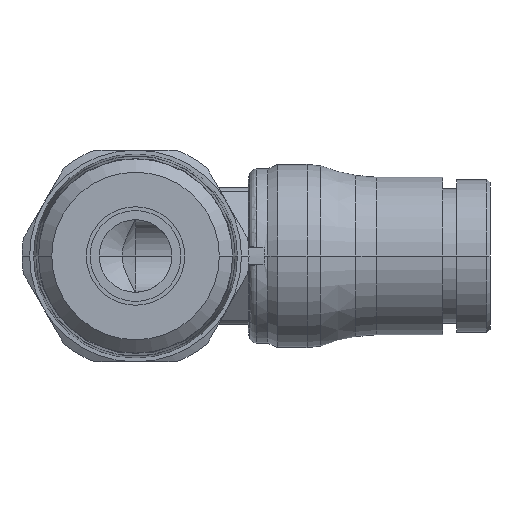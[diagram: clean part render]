
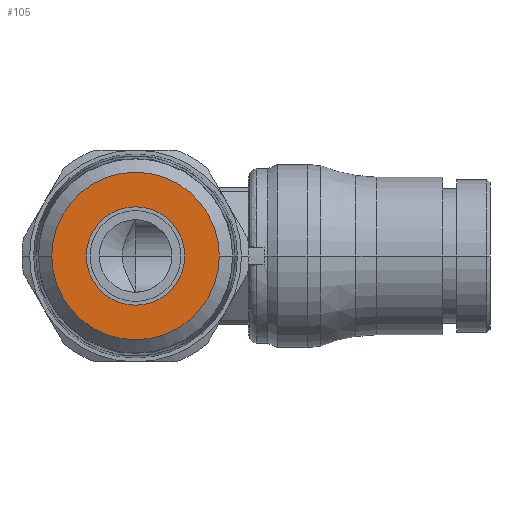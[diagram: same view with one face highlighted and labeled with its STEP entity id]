
A CAD part, front view. The second image highlights one B-rep face of the part: STEP entity #105.
In plain terms, the highlighted planar face has unit normal (0, -1, 0).
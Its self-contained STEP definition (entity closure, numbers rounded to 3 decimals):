
#105=ADVANCED_FACE('',(#323,#324),#325,.T.);
#323=FACE_BOUND('',#641,.T.);
#324=FACE_OUTER_BOUND('',#642,.T.);
#325=PLANE('',#643);
#641=EDGE_LOOP('',(#1268,#1269));
#642=EDGE_LOOP('',(#1270,#1271));
#643=AXIS2_PLACEMENT_3D('',#1272,#1273,#1274);
#1268=ORIENTED_EDGE('',*,*,#2188,.T.);
#1269=ORIENTED_EDGE('',*,*,#2192,.T.);
#1270=ORIENTED_EDGE('',*,*,#2158,.F.);
#1271=ORIENTED_EDGE('',*,*,#2208,.F.);
#1272=CARTESIAN_POINT('',(-20.654,-35.225,0.0));
#1273=DIRECTION('',(-0.0,-1.0,-0.0));
#1274=DIRECTION('',(-1.0,0.0,0.0));
#2158=EDGE_CURVE('',#2629,#2632,#2633,.T.);
#2188=EDGE_CURVE('',#2688,#2685,#2689,.T.);
#2192=EDGE_CURVE('',#2685,#2688,#2694,.T.);
#2208=EDGE_CURVE('',#2632,#2629,#2711,.T.);
#2629=VERTEX_POINT('',#3393);
#2632=VERTEX_POINT('',#3397);
#2633=CIRCLE('',#3398,5.535);
#2685=VERTEX_POINT('',#3481);
#2688=VERTEX_POINT('',#3485);
#2689=CIRCLE('',#3486,3.25);
#2694=CIRCLE('',#3492,3.25);
#2711=CIRCLE('',#3526,5.535);
#3393=CARTESIAN_POINT('',(-17.886,-35.225,0.0));
#3397=CARTESIAN_POINT('',(-28.956,-35.225,0.));
#3398=AXIS2_PLACEMENT_3D('',#4547,#4548,#4549);
#3481=CARTESIAN_POINT('',(-20.171,-35.225,0.));
#3485=CARTESIAN_POINT('',(-26.671,-35.225,0.));
#3486=AXIS2_PLACEMENT_3D('',#4604,#4605,#4606);
#3492=AXIS2_PLACEMENT_3D('',#4614,#4615,#4616);
#3526=AXIS2_PLACEMENT_3D('',#4659,#4660,#4661);
#4547=CARTESIAN_POINT('',(-23.421,-35.225,0.0));
#4548=DIRECTION('',(-0.0,1.0,0.0));
#4549=DIRECTION('',(1.0,0.0,0.0));
#4604=CARTESIAN_POINT('',(-23.421,-35.225,0.0));
#4605=DIRECTION('',(-0.0,1.0,0.0));
#4606=DIRECTION('',(1.0,0.0,0.0));
#4614=CARTESIAN_POINT('',(-23.421,-35.225,0.0));
#4615=DIRECTION('',(-0.0,1.0,0.0));
#4616=DIRECTION('',(1.0,0.0,0.0));
#4659=CARTESIAN_POINT('',(-23.421,-35.225,0.0));
#4660=DIRECTION('',(-0.0,1.0,0.0));
#4661=DIRECTION('',(1.0,0.0,0.0));
